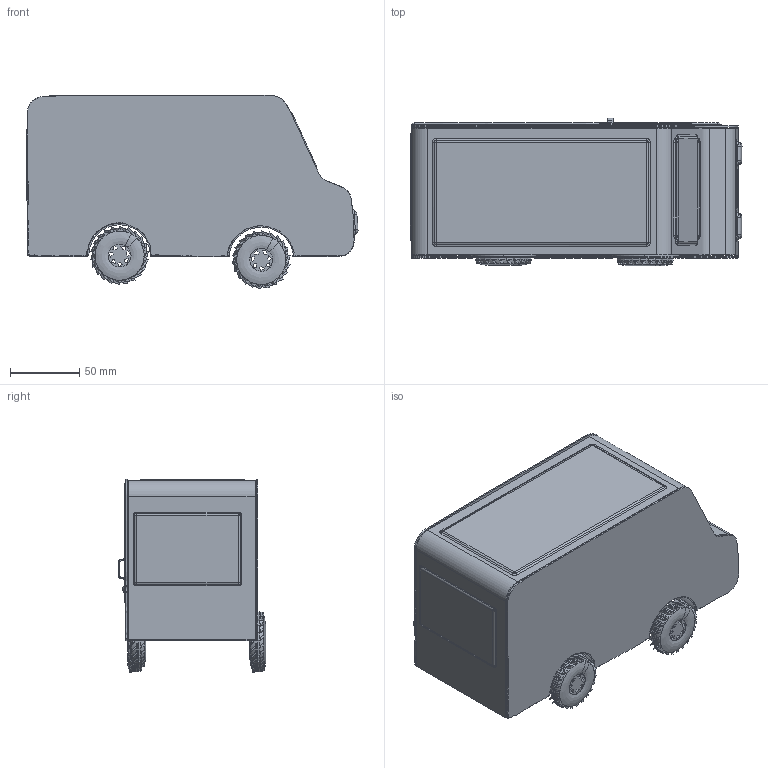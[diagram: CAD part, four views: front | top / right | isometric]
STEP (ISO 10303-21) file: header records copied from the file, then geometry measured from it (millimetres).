
FILE_DESCRIPTION(('FreeCAD Model'),'2;1');
FILE_NAME('Open CASCADE Shape Model','2025-04-29T20:11:23',('FreeCAD'),( 'FreeCAD'),'Open CASCADE STEP processor 7.6','FreeCAD','Unknown');
FILE_SCHEMA(('AUTOMOTIVE_DESIGN { 1 0 10303 214 1 1 1 1 }'));
Products named in the file (1): Open CASCADE STEP translator 7.6 1
Bounding box: 239.54 x 106.35 x 139.92 mm (x, y, z)
Volume: 142843.4 mm3; surface area: 256290.6 mm2
Topology: 11 solids, 15 shells, 3436 faces, 9432 edges, 6462 vertices
Faces by surface type: bspline 3436
Entity records: 113043 total; most frequent: CARTESIAN_POINT 57211, ORIENTED_EDGE 18740, EDGE_CURVE 9370, B_SPLINE_CURVE_WITH_KNOTS 6797, VERTEX_POINT 6462, FACE_BOUND 4006, EDGE_LOOP 4006, ADVANCED_FACE 3436
